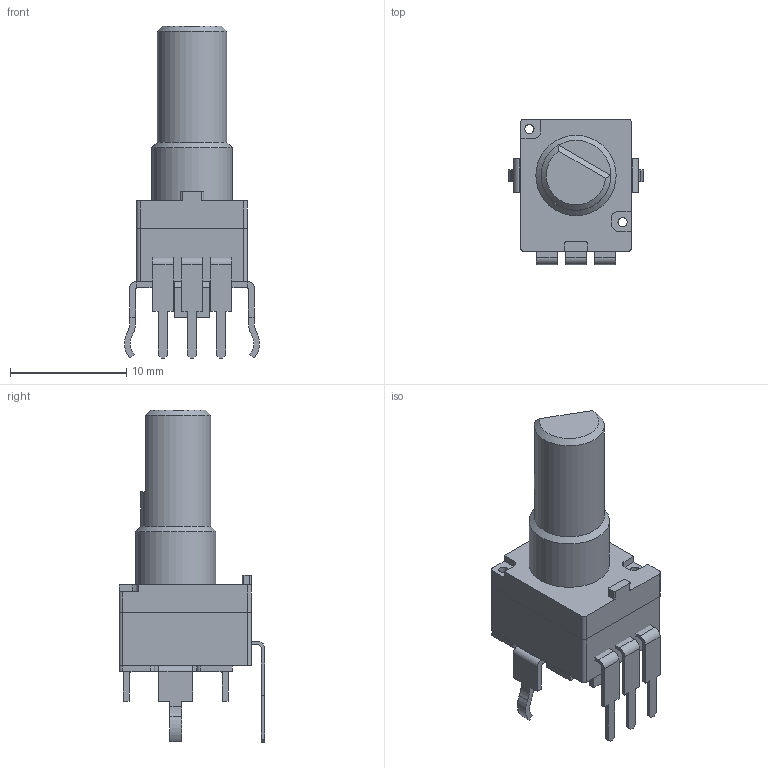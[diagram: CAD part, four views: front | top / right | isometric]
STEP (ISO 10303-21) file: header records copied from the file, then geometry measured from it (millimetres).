
FILE_DESCRIPTION(/* description */ (''),/* implementation_level */ '2;1');
FILE_NAME(/* name */ '43607dac-414a-4bc1-b777-759fe9bd86e5.stp',/* time_stamp */ '2019-02-17T19:44:36+00:00',/* author */ (''),/* organization */ (''),/* preprocessor_version */ 'ST-DEVELOPER v17.2',/* originating_system */ 'Autodesk Translation Framework v7.6.0.251',/* authorisation */ '');
FILE_SCHEMA (('AUTOMOTIVE_DESIGN { 1 0 10303 214 3 1 1 }'));
Length unit declared in the file: millimetre
Products named in the file (1): P0915N
Bounding box: 11.6 x 12.5 x 28.5 mm (x, y, z)
Volume: 1252.5 mm3; surface area: 1559 mm2
Topology: 7 solids, 7 shells, 184 faces, 502 edges, 333 vertices
Faces by surface type: plane 127, cylinder 55, cone 2
Full cylindrical faces by diameter (mm): 0.8 x6, 6 x1, 6.9 x1
Entity records: 5860 total; most frequent: CARTESIAN_POINT 1026, ORIENTED_EDGE 1004, DIRECTION 984, EDGE_CURVE 502, LINE 386, VECTOR 386, VERTEX_POINT 333, AXIS2_PLACEMENT_3D 299
